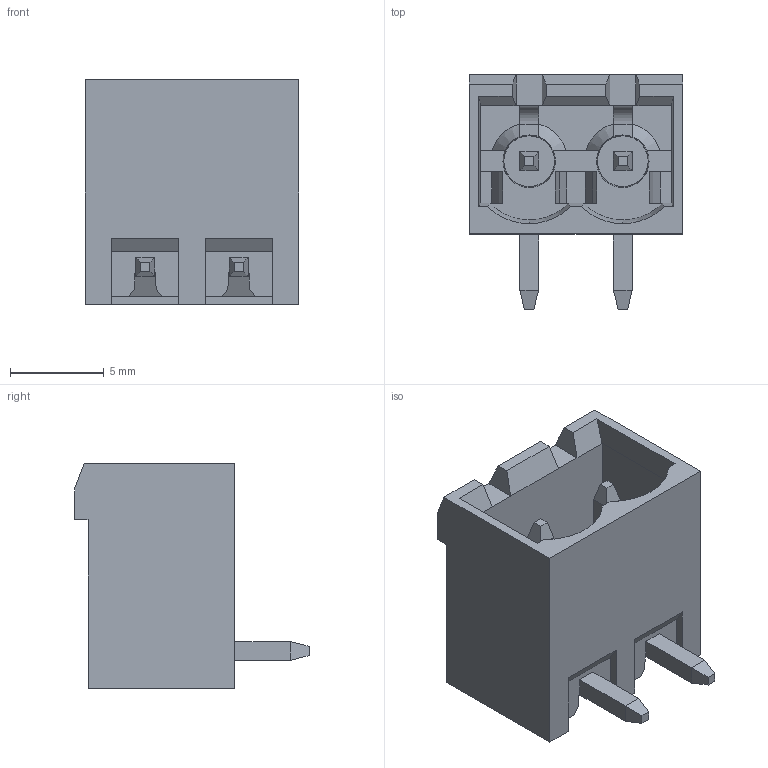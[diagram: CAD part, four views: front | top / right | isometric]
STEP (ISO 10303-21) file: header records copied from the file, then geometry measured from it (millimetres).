
FILE_DESCRIPTION (( 'STEP AP214' ), '1' );
FILE_NAME ('CUI_DEVICES_TBP04R12-500-02BE.step', '2021-12-16T02:38:46', ( '' ), ( '' ), 'SwSTEP 2.0', 'SolidWorks 2021', '' );
FILE_SCHEMA (( 'AUTOMOTIVE_DESIGN' ));
Length unit declared in the file: millimetre
Products named in the file (1): CUI_DEVICES_TBP04R12-500-02BE
Bounding box: 11.4 x 12.5 x 12 mm (x, y, z)
Volume: 514.8 mm3; surface area: 1157.6 mm2
Topology: 1 solids, 1 shells, 161 faces, 432 edges, 275 vertices
Faces by surface type: plane 141, cone 12, cylinder 8
Entity records: 5440 total; most frequent: CARTESIAN_POINT 961, ORIENTED_EDGE 864, DIRECTION 780, EDGE_CURVE 432, VECTOR 360, LINE 360, VERTEX_POINT 275, AXIS2_PLACEMENT_3D 210
